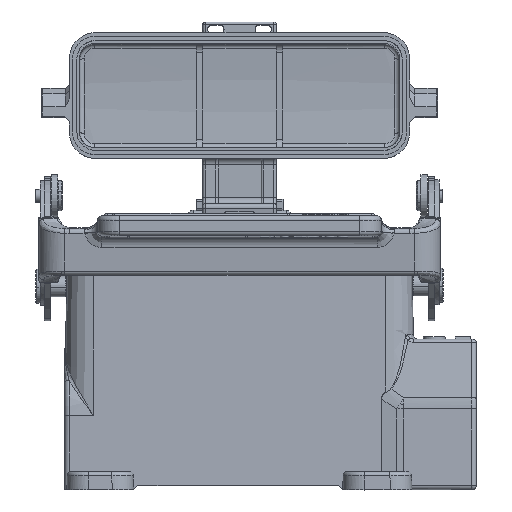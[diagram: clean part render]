
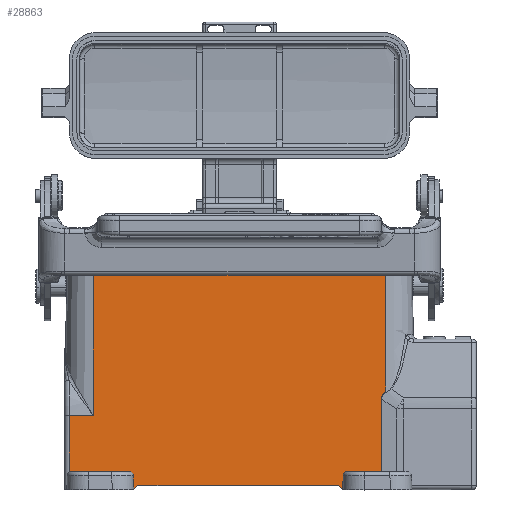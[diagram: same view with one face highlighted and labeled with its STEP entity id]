
A CAD part, top view. The second image highlights one B-rep face of the part: STEP entity #28863.
In plain terms, the highlighted planar face has unit normal (0, 0.018, 1).
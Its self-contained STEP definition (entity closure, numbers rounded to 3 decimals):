
#2373=DIRECTION('',(1.,0.,0.));
#2374=VECTOR('',#2373,46.6);
#2375=CARTESIAN_POINT('',(-23.6,-57.5,
15.727));
#2376=LINE('',#2375,#2374);
#2417=CARTESIAN_POINT('',(34.,-35.81,15.349));
#2418=CARTESIAN_POINT('',(33.912,-35.851,15.35));
#2419=CARTESIAN_POINT('',(33.748,-35.939,15.351));
#2420=CARTESIAN_POINT('',(33.536,-36.092,15.354));
#2421=CARTESIAN_POINT('',(33.357,-36.266,15.357));
#2422=CARTESIAN_POINT('',(33.21,-36.459,15.36));
#2423=CARTESIAN_POINT('',(33.095,-36.673,15.364));
#2424=CARTESIAN_POINT('',(33.009,-36.912,15.368));
#2425=CARTESIAN_POINT('',(32.954,-37.182,15.373));
#2426=CARTESIAN_POINT('',(32.941,-37.387,15.376));
#2427=CARTESIAN_POINT('',(32.941,-37.496,15.378));
#2429=DIRECTION('',(-1.,0.,0.));
#2430=VECTOR('',#2429,7.885);
#2431=CARTESIAN_POINT('',(32.941,-54.3,15.672));
#2432=LINE('',#2431,#2430);
#2433=CARTESIAN_POINT('',(25.056,-54.3,15.672));
#2434=CARTESIAN_POINT('',(24.949,-54.3,15.672));
#2435=CARTESIAN_POINT('',(24.746,-54.333,15.672));
#2436=CARTESIAN_POINT('',(24.464,-54.474,15.675));
#2437=CARTESIAN_POINT('',(24.241,-54.693,15.678));
#2438=CARTESIAN_POINT('',(24.094,-54.973,15.683));
#2439=CARTESIAN_POINT('',(24.058,-55.175,15.687));
#2440=CARTESIAN_POINT('',(24.056,-55.283,15.689));
#2442=DIRECTION('',(-0.017,-1.,0.017));
#2443=VECTOR('',#2442,3.218);
#2444=CARTESIAN_POINT('',(24.056,-55.283,15.689));
#2445=LINE('',#2444,#2443);
#2446=DIRECTION('',(-0.707,0.707,-0.012));
#2447=VECTOR('',#2446,1.414);
#2448=CARTESIAN_POINT('',(24.,-58.5,15.745));
#2449=LINE('',#2448,#2447);
#2450=DIRECTION('',(-0.707,-0.707,0.012));
#2451=VECTOR('',#2450,1.414);
#2452=CARTESIAN_POINT('',(-23.6,-57.5,
15.727));
#2453=LINE('',#2452,#2451);
#2454=DIRECTION('',(-0.017,1.,-0.017));
#2455=VECTOR('',#2454,3.218);
#2456=CARTESIAN_POINT('',(-24.6,-58.5,
15.745));
#2457=LINE('',#2456,#2455);
#2458=CARTESIAN_POINT('',(-24.656,-55.283,
15.689));
#2459=CARTESIAN_POINT('',(-24.658,-55.175,
15.687));
#2460=CARTESIAN_POINT('',(-24.694,-54.973,
15.683));
#2461=CARTESIAN_POINT('',(-24.841,-54.693,
15.678));
#2462=CARTESIAN_POINT('',(-25.064,-54.474,
15.675));
#2463=CARTESIAN_POINT('',(-25.346,-54.333,
15.672));
#2464=CARTESIAN_POINT('',(-25.549,-54.3,
15.672));
#2465=CARTESIAN_POINT('',(-25.656,-54.3,
15.672));
#2467=DIRECTION('',(-1.,0.,0.));
#2468=VECTOR('',#2467,13.388);
#2469=CARTESIAN_POINT('',(-25.656,-54.3,
15.672));
#2470=LINE('',#2469,#2468);
#2471=CARTESIAN_POINT('',(-39.044,-54.3,
15.672));
#2472=CARTESIAN_POINT('',(-39.111,-54.3,
15.672));
#2473=CARTESIAN_POINT('',(-39.243,-54.313,
15.672));
#2474=CARTESIAN_POINT('',(-39.428,-54.369,
15.673));
#2475=CARTESIAN_POINT('',(-39.544,-54.431,
15.674));
#2476=CARTESIAN_POINT('',(-39.6,-54.469,
15.675));
#2502=DIRECTION('',(0.,1.,-0.017));
#2503=VECTOR('',#2502,33.824);
#2504=CARTESIAN_POINT('',(34.,-35.81,15.349));
#2505=LINE('',#2504,#2503);
#10989=DIRECTION('',(-1.,0.,0.));
#10990=VECTOR('',#10989,68.);
#10991=CARTESIAN_POINT('',(34.,-1.991,
14.759));
#10992=LINE('',#10991,#10990);
#11099=DIRECTION('',(0.,-1.,0.017));
#11100=VECTOR('',#11099,39.245);
#11101=CARTESIAN_POINT('',(-34.,-1.991,
14.759));
#11102=LINE('',#11101,#11100);
#11133=DIRECTION('',(-1.,0.,0.));
#11134=VECTOR('',#11133,5.6);
#11135=CARTESIAN_POINT('',(-34.,-41.23,
15.443));
#11136=LINE('',#11135,#11134);
#11217=DIRECTION('',(0.,-1.,0.017));
#11218=VECTOR('',#11217,13.24);
#11219=CARTESIAN_POINT('',(-39.6,-41.23,15.443));
#11220=LINE('',#11219,#11218);
#18213=DIRECTION('',(0.,1.,-0.017));
#18214=VECTOR('',#18213,16.807);
#18215=CARTESIAN_POINT('',(32.941,-54.3,
15.672));
#18216=LINE('',#18215,#18214);
#22022=CARTESIAN_POINT('',(23.,-57.5,
15.727));
#22023=VERTEX_POINT('',#22022);
#22024=CARTESIAN_POINT('',(24.,-58.5,
15.745));
#22025=VERTEX_POINT('',#22024);
#22026=CARTESIAN_POINT('',(-23.6,-57.5,
15.727));
#22027=VERTEX_POINT('',#22026);
#22037=CARTESIAN_POINT('',(34.,-35.81,
15.349));
#22038=CARTESIAN_POINT('',(34.,-1.991,
14.759));
#22039=VERTEX_POINT('',#22037);
#22040=VERTEX_POINT('',#22038);
#22041=VERTEX_POINT('',#2427);
#22042=CARTESIAN_POINT('',(32.941,-54.3,
15.672));
#22043=VERTEX_POINT('',#22042);
#22044=CARTESIAN_POINT('',(25.056,-54.3,
15.672));
#22045=VERTEX_POINT('',#22044);
#22046=VERTEX_POINT('',#2440);
#22047=CARTESIAN_POINT('',(-24.6,-58.5,
15.745));
#22048=VERTEX_POINT('',#22047);
#22049=CARTESIAN_POINT('',(-24.656,-55.283,
15.689));
#22050=VERTEX_POINT('',#22049);
#22051=VERTEX_POINT('',#2465);
#22052=CARTESIAN_POINT('',(-39.044,-54.3,
15.672));
#22053=VERTEX_POINT('',#22052);
#22054=VERTEX_POINT('',#2476);
#22055=CARTESIAN_POINT('',(-39.6,-41.23,15.443));
#22056=VERTEX_POINT('',#22055);
#22057=CARTESIAN_POINT('',(-34.,-41.23,
15.443));
#22058=VERTEX_POINT('',#22057);
#22059=CARTESIAN_POINT('',(-34.,-1.991,
14.759));
#22060=VERTEX_POINT('',#22059);
#28824=CARTESIAN_POINT('',(-2.8,-30.246,
15.252));
#28825=DIRECTION('',(0.,0.017,1.));
#28826=DIRECTION('',(0.,-1.,0.017));
#28827=AXIS2_PLACEMENT_3D('',#28824,#28825,#28826);
#28828=PLANE('',#28827);
#28830=ORIENTED_EDGE('',*,*,#28829,.F.);
#28832=ORIENTED_EDGE('',*,*,#28831,.T.);
#28834=ORIENTED_EDGE('',*,*,#28833,.F.);
#28836=ORIENTED_EDGE('',*,*,#28835,.T.);
#28838=ORIENTED_EDGE('',*,*,#28837,.T.);
#28840=ORIENTED_EDGE('',*,*,#28839,.T.);
#28841=ORIENTED_EDGE('',*,*,#28790,.T.);
#28842=ORIENTED_EDGE('',*,*,#28803,.F.);
#28844=ORIENTED_EDGE('',*,*,#28843,.T.);
#28846=ORIENTED_EDGE('',*,*,#28845,.T.);
#28848=ORIENTED_EDGE('',*,*,#28847,.T.);
#28850=ORIENTED_EDGE('',*,*,#28849,.T.);
#28852=ORIENTED_EDGE('',*,*,#28851,.T.);
#28854=ORIENTED_EDGE('',*,*,#28853,.F.);
#28856=ORIENTED_EDGE('',*,*,#28855,.F.);
#28858=ORIENTED_EDGE('',*,*,#28857,.F.);
#28860=ORIENTED_EDGE('',*,*,#28859,.F.);
#28861=EDGE_LOOP('',(#28830,#28832,#28834,#28836,#28838,#28840,#28841,#28842,
#28844,#28846,#28848,#28850,#28852,#28854,#28856,#28858,#28860));
#28862=FACE_OUTER_BOUND('',#28861,.F.);
#28863=ADVANCED_FACE('',(#28862),#28828,.T.);
#2428=B_SPLINE_CURVE_WITH_KNOTS('',3,(#2417,#2418,#2419,#2420,#2421,#2422,#2423,
#2424,#2425,#2426,#2427),.UNSPECIFIED.,.F.,.F.,(4,1,1,1,1,1,1,1,4),(0.,
0.125,0.25,0.375,0.5,0.625,0.75,0.875,1.),.UNSPECIFIED.);
#2441=B_SPLINE_CURVE_WITH_KNOTS('',3,(#2433,#2434,#2435,#2436,#2437,#2438,#2439,
#2440),.UNSPECIFIED.,.F.,.F.,(4,1,1,1,1,4),(0.,0.2,0.4,0.6,0.8,1.),
.UNSPECIFIED.);
#2466=B_SPLINE_CURVE_WITH_KNOTS('',3,(#2458,#2459,#2460,#2461,#2462,#2463,#2464,
#2465),.UNSPECIFIED.,.F.,.F.,(4,1,1,1,1,4),(0.,0.2,0.4,0.6,0.8,1.),
.UNSPECIFIED.);
#2477=B_SPLINE_CURVE_WITH_KNOTS('',3,(#2471,#2472,#2473,#2474,#2475,#2476),
.UNSPECIFIED.,.F.,.F.,(4,1,1,4),(0.,0.333,0.667,1.),
.UNSPECIFIED.);
#28790=EDGE_CURVE('',#22025,#22023,#2449,.T.);
#28803=EDGE_CURVE('',#22027,#22023,#2376,.T.);
#28829=EDGE_CURVE('',#22039,#22040,#2505,.T.);
#28831=EDGE_CURVE('',#22039,#22041,#2428,.T.);
#28833=EDGE_CURVE('',#22043,#22041,#18216,.T.);
#28835=EDGE_CURVE('',#22043,#22045,#2432,.T.);
#28837=EDGE_CURVE('',#22045,#22046,#2441,.T.);
#28839=EDGE_CURVE('',#22046,#22025,#2445,.T.);
#28843=EDGE_CURVE('',#22027,#22048,#2453,.T.);
#28845=EDGE_CURVE('',#22048,#22050,#2457,.T.);
#28847=EDGE_CURVE('',#22050,#22051,#2466,.T.);
#28849=EDGE_CURVE('',#22051,#22053,#2470,.T.);
#28851=EDGE_CURVE('',#22053,#22054,#2477,.T.);
#28853=EDGE_CURVE('',#22056,#22054,#11220,.T.);
#28855=EDGE_CURVE('',#22058,#22056,#11136,.T.);
#28857=EDGE_CURVE('',#22060,#22058,#11102,.T.);
#28859=EDGE_CURVE('',#22040,#22060,#10992,.T.);
